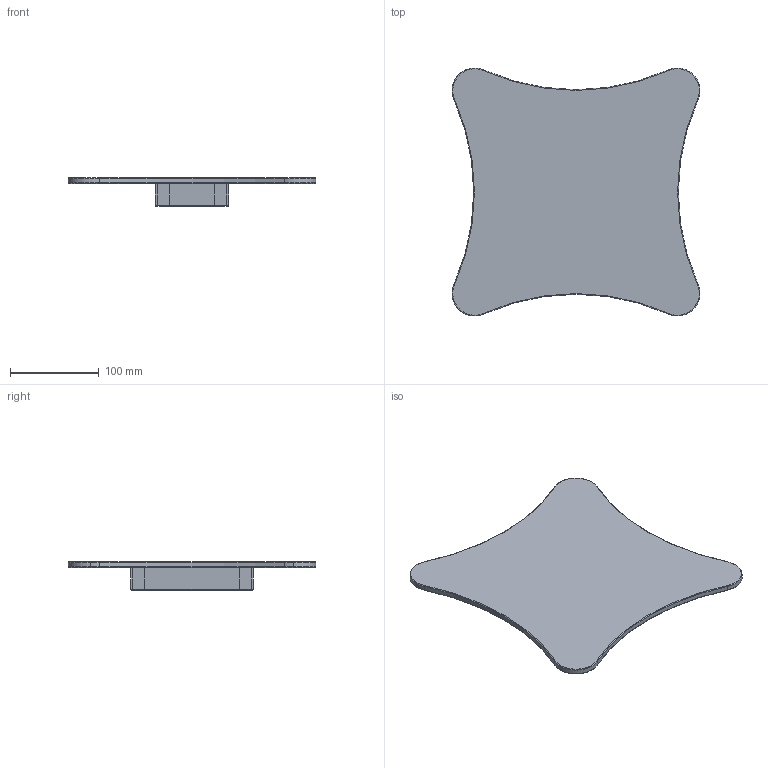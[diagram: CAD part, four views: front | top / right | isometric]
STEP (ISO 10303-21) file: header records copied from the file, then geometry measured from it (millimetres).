
FILE_DESCRIPTION (( 'STEP AP214' ), '1' );
FILE_NAME ('Base.STEP', '2025-04-25T13:36:08', ( 'Brian Williams' ), ( 'Home' ), 'SwSTEP 2.0', 'SolidWorks 2003240', '' );
FILE_SCHEMA (( 'AUTOMOTIVE_DESIGN' ));
Length unit declared in the file: inch
Products named in the file (1): Base
Bounding box: 279.4 x 279.25 x 31.75 mm (x, y, z)
Volume: 452069.4 mm3; surface area: 153574.2 mm2
Topology: 1 solids, 1 shells, 85 faces, 203 edges, 122 vertices
Faces by surface type: plane 52, torus 22, cylinder 11
Entity records: 2456 total; most frequent: DIRECTION 447, CARTESIAN_POINT 411, ORIENTED_EDGE 406, EDGE_CURVE 203, AXIS2_PLACEMENT_3D 158, VECTOR 131, LINE 131, VERTEX_POINT 122
